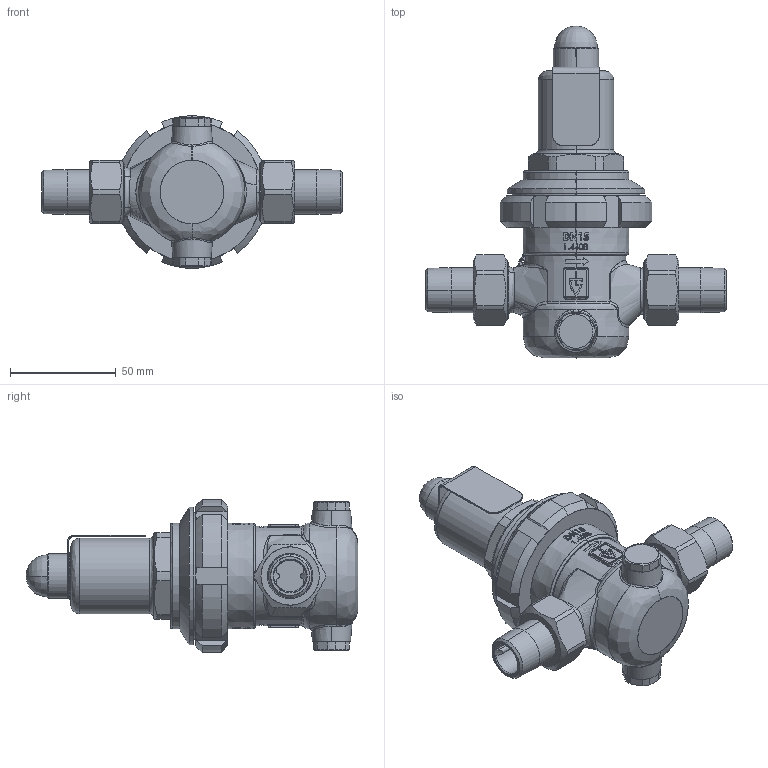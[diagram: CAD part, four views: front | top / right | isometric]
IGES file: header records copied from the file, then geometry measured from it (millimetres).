
Start section: SolidWorks IGES file using analytic representation for surfaces
Global section: file name: 481mGFO-LP_15_BSPTMBSPTM_1515.IGS; native system: SolidWorks 2016; preprocessor: SolidWorks 2016; author: Bender; date: 170217.115906; units: millimetre
Bounding box: 142 x 156.6 x 72 mm (x, y, z)
Surface area: 90478.4 mm2 (no closed solid volume)
Topology: 0 solids, 0 shells, 1057 faces, 15822 edges, 15814 vertices
Faces by surface type: bspline 638, revolution 419
